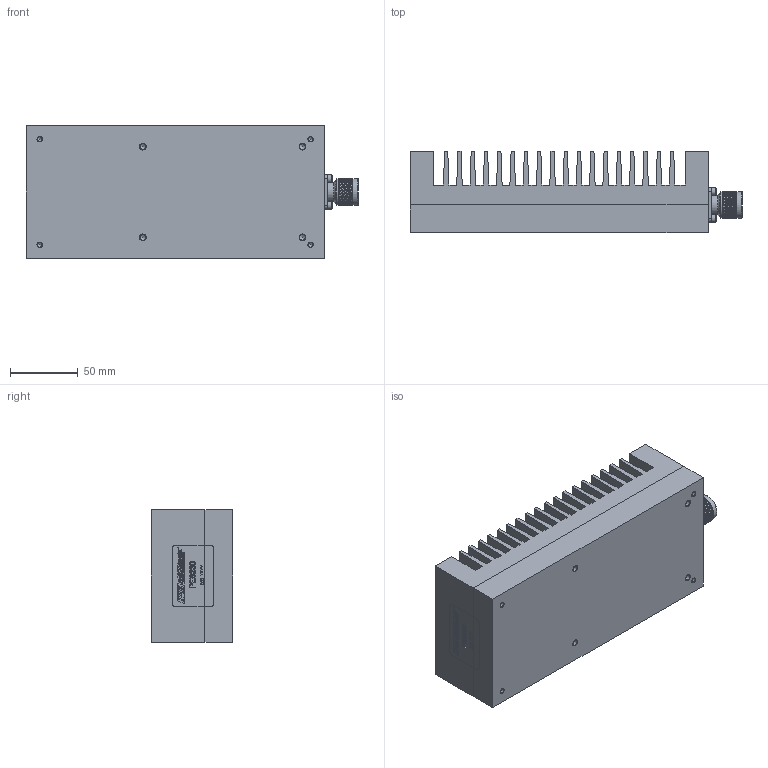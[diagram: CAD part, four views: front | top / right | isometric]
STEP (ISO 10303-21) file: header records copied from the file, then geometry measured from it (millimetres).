
FILE_DESCRIPTION (( 'STEP AP203' ), '1' );
FILE_NAME ('PE6230_3D.step', '2022-05-27T17:14:47', ( '' ), ( '' ), 'SwSTEP 2.0', 'SolidWorks 2021', '' );
FILE_SCHEMA (( 'CONFIG_CONTROL_DESIGN' ));
Length unit declared in the file: inch
Products named in the file (1): PE6230_3D
Bounding box: 245.09 x 60.18 x 98 mm (x, y, z)
Volume: 988039.5 mm3; surface area: 172283.7 mm2
Topology: 2 solids, 2 shells, 3178 faces, 7253 edges, 4168 vertices
Faces by surface type: bspline 1946, plane 621, cylinder 559, cone 52
Full cylindrical faces by diameter (mm): 0.622 x1, 0.638 x1, 1.524 x1, 2.794 x1, 3.3 x4, 4 x4, 4.2 x4, 5 x4, 5.74 x4, 6.985 x1, 8.255 x1, 14.635 x1, 15.875 x5, 17.175 x1, 19.715 x2
Entity records: 118729 total; most frequent: CARTESIAN_POINT 68328, ORIENTED_EDGE 14342, EDGE_CURVE 7171, DIRECTION 5159, VERTEX_POINT 4146, EDGE_LOOP 3317, FACE_OUTER_BOUND 3205, ADVANCED_FACE 3173
